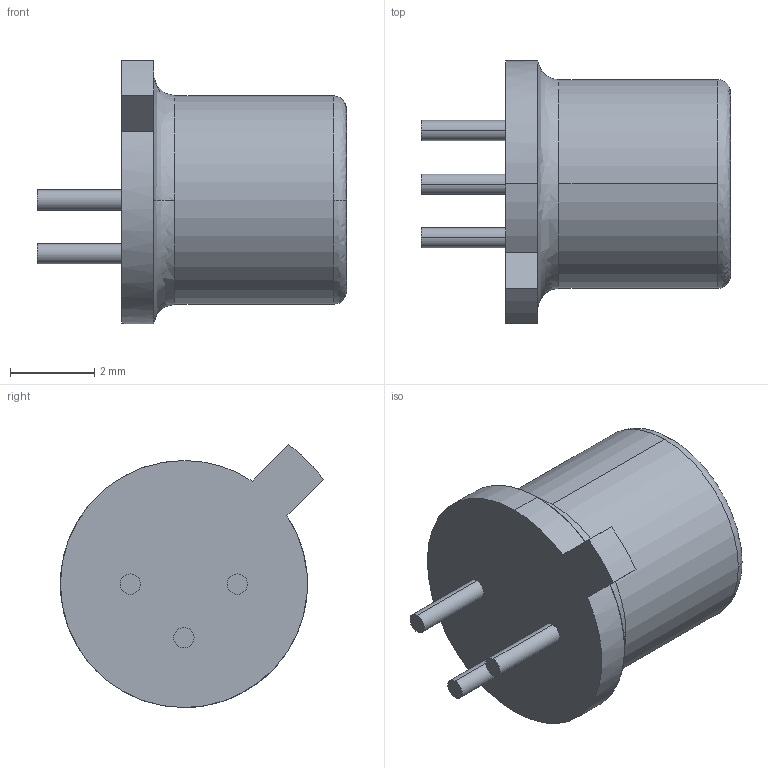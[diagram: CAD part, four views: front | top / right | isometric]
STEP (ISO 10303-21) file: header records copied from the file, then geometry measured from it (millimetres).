
FILE_DESCRIPTION (( 'STEP AP214' ), '1' );
FILE_NAME ('2T3117.STEP', '2020-06-18T08:01:32', ( '' ), ( '' ), 'SwSTEP 2.0', 'SolidWorks 2018', '' );
FILE_SCHEMA (( 'AUTOMOTIVE_DESIGN' ));
Length unit declared in the file: millimetre
Products named in the file (1): 2T3117
Bounding box: 7.33 x 6.24 x 6.24 mm (x, y, z)
Volume: 111.2 mm3; surface area: 147.5 mm2
Topology: 1 solids, 1 shells, 24 faces, 54 edges, 36 vertices
Faces by surface type: cylinder 12, plane 8, bspline 4
Entity records: 770 total; most frequent: CARTESIAN_POINT 181, DIRECTION 128, ORIENTED_EDGE 108, AXIS2_PLACEMENT_3D 55, EDGE_CURVE 54, VERTEX_POINT 36, CIRCLE 34, EDGE_LOOP 28
